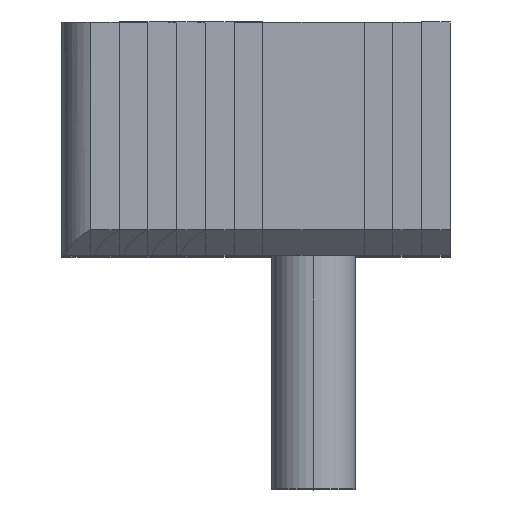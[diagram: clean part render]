
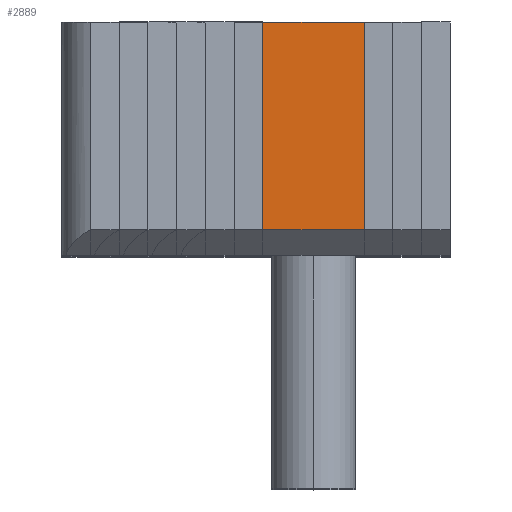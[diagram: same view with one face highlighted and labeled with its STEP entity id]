
A CAD part, top view. The second image highlights one B-rep face of the part: STEP entity #2889.
In plain terms, the highlighted planar face has unit normal (0, 0, 1).
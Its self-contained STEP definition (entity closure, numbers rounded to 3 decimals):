
#43 = VERTEX_POINT ( 'NONE', #7214 ) ;
#251 = DIRECTION ( 'NONE',  ( 0., 0., -1. ) ) ;
#534 = ORIENTED_EDGE ( 'NONE', *, *, #4479, .T. ) ;
#683 = CARTESIAN_POINT ( 'NONE',  ( -2.6, 0., 30. ) ) ;
#721 = DIRECTION ( 'NONE',  ( -1., 0., 0. ) ) ;
#751 = CARTESIAN_POINT ( 'NONE',  ( 2.6, 6.5, 30. ) ) ;
#1035 = PLANE ( 'NONE',  #2221 ) ;
#1789 = ORIENTED_EDGE ( 'NONE', *, *, #7040, .T. ) ;
#1944 = CARTESIAN_POINT ( 'NONE',  ( 2.6, 6.5, 30. ) ) ;
#2071 = CARTESIAN_POINT ( 'NONE',  ( 2.6, -4.2, 30. ) ) ;
#2221 = AXIS2_PLACEMENT_3D ( 'NONE', #2993, #251, #721 ) ;
#2638 = DIRECTION ( 'NONE',  ( 0., -1., 0. ) ) ;
#2794 = VECTOR ( 'NONE', #4640, 1000. ) ;
#2889 = ADVANCED_FACE ( 'NONE', ( #3284 ), #1035, .F. ) ;
#2993 = CARTESIAN_POINT ( 'NONE',  ( 2.6, 0., 30. ) ) ;
#3206 = VECTOR ( 'NONE', #7404, 1000. ) ;
#3284 = FACE_OUTER_BOUND ( 'NONE', #8317, .T. ) ;
#3936 = LINE ( 'NONE', #683, #7274 ) ;
#4191 = VERTEX_POINT ( 'NONE', #7456 ) ;
#4479 = EDGE_CURVE ( 'NONE', #7498, #4191, #3936, .T. ) ;
#4593 = CARTESIAN_POINT ( 'NONE',  ( -2.6, 6.5, 30. ) ) ;
#4640 = DIRECTION ( 'NONE',  ( -1., 0., 0. ) ) ;
#4642 = EDGE_CURVE ( 'NONE', #5533, #43, #4950, .T. ) ;
#4950 = LINE ( 'NONE', #8056, #3206 ) ;
#5533 = VERTEX_POINT ( 'NONE', #1944 ) ;
#6777 = ORIENTED_EDGE ( 'NONE', *, *, #6911, .F. ) ;
#6911 = EDGE_CURVE ( 'NONE', #43, #4191, #7824, .T. ) ;
#7040 = EDGE_CURVE ( 'NONE', #5533, #7498, #7870, .T. ) ;
#7214 = CARTESIAN_POINT ( 'NONE',  ( 2.6, -4.2, 30. ) ) ;
#7274 = VECTOR ( 'NONE', #2638, 1000. ) ;
#7293 = VECTOR ( 'NONE', #7354, 1000. ) ;
#7354 = DIRECTION ( 'NONE',  ( -1., 0., 0. ) ) ;
#7404 = DIRECTION ( 'NONE',  ( 0., -1., 0. ) ) ;
#7456 = CARTESIAN_POINT ( 'NONE',  ( -2.6, -4.2, 30. ) ) ;
#7498 = VERTEX_POINT ( 'NONE', #4593 ) ;
#7824 = LINE ( 'NONE', #2071, #2794 ) ;
#7870 = LINE ( 'NONE', #751, #7293 ) ;
#7976 = ORIENTED_EDGE ( 'NONE', *, *, #4642, .F. ) ;
#8056 = CARTESIAN_POINT ( 'NONE',  ( 2.6, 0., 30. ) ) ;
#8317 = EDGE_LOOP ( 'NONE', ( #534, #6777, #7976, #1789 ) ) ;
